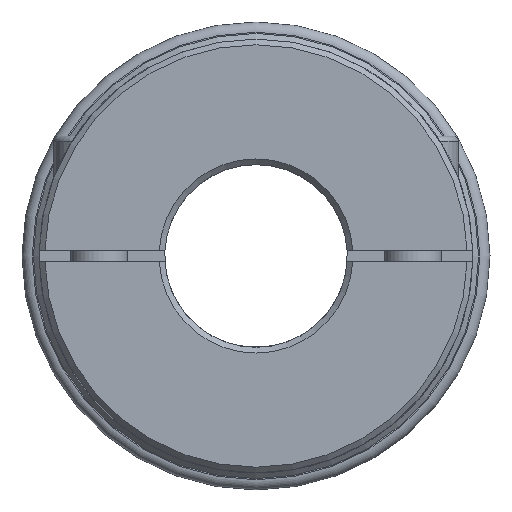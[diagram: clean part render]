
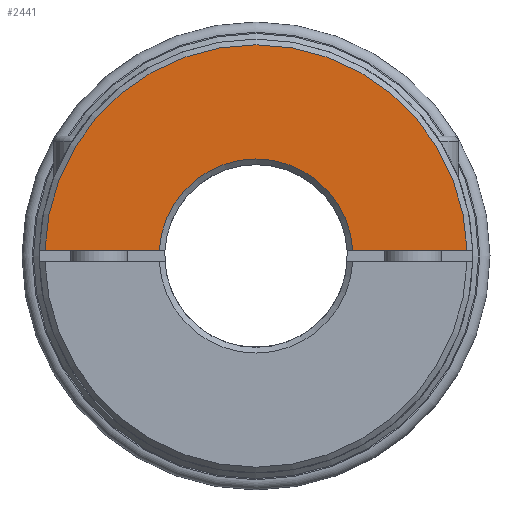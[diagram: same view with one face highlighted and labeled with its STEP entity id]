
A CAD part, left-side view. The second image highlights one B-rep face of the part: STEP entity #2441.
In plain terms, the highlighted planar face has unit normal (-1, 0, 0).
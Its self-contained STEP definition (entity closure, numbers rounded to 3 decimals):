
#24=LINE('',#4132,#152);
#25=LINE('',#4134,#153);
#152=VECTOR('',#3128,1000.);
#153=VECTOR('',#3131,1000.);
#346=PLANE('',#2690);
#580=ORIENTED_EDGE('',*,*,#1130,.F.);
#581=ORIENTED_EDGE('',*,*,#1105,.F.);
#582=ORIENTED_EDGE('',*,*,#1131,.F.);
#583=ORIENTED_EDGE('',*,*,#1124,.F.);
#1105=EDGE_CURVE('',#1407,#1405,#1639,.T.);
#1124=EDGE_CURVE('',#1425,#1423,#1652,.T.);
#1130=EDGE_CURVE('',#1405,#1425,#24,.T.);
#1131=EDGE_CURVE('',#1423,#1407,#25,.T.);
#1405=VERTEX_POINT('',#3845);
#1407=VERTEX_POINT('',#3852);
#1423=VERTEX_POINT('',#4113);
#1425=VERTEX_POINT('',#4120);
#1639=CIRCLE('',#2661,17.);
#1652=CIRCLE('',#2684,37.);
#1845=EDGE_LOOP('',(#580,#581,#582,#583));
#2153=FACE_BOUND('',#1845,.T.);
#2441=ADVANCED_FACE('',(#2153),#346,.T.);
#2661=AXIS2_PLACEMENT_3D('',#3853,#3066,#3067);
#2684=AXIS2_PLACEMENT_3D('',#4121,#3114,#3115);
#2690=AXIS2_PLACEMENT_3D('',#4135,#3132,#3133);
#3066=DIRECTION('',(-1.,0.,0.));
#3067=DIRECTION('',(0.,0.,-1.));
#3114=DIRECTION('',(1.,0.,0.));
#3115=DIRECTION('',(0.,0.,1.));
#3128=DIRECTION('',(0.,1.,0.));
#3131=DIRECTION('',(0.,1.,0.));
#3132=DIRECTION('',(-1.,0.,0.));
#3133=DIRECTION('',(0.,0.,-1.));
#3845=CARTESIAN_POINT('',(-42.465,16.971,1.));
#3852=CARTESIAN_POINT('',(-42.465,-16.971,1.));
#3853=CARTESIAN_POINT('',(-42.465,0.,0.));
#4113=CARTESIAN_POINT('',(-42.465,-36.986,1.));
#4120=CARTESIAN_POINT('',(-42.465,36.986,1.));
#4121=CARTESIAN_POINT('',(-42.465,0.,0.));
#4132=CARTESIAN_POINT('',(-42.465,0.,1.));
#4134=CARTESIAN_POINT('',(-42.465,0.,1.));
#4135=CARTESIAN_POINT('',(-42.465,0.,7.5));
